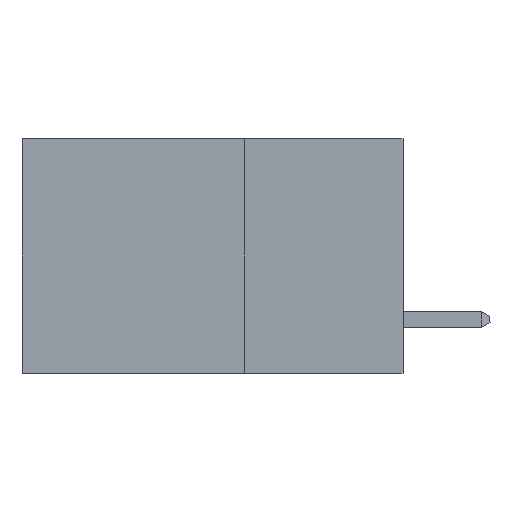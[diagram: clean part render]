
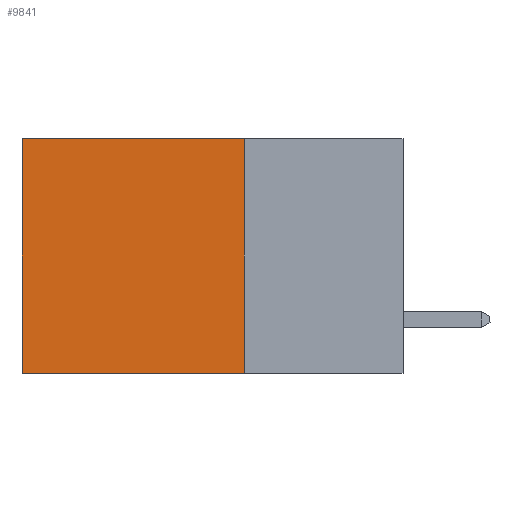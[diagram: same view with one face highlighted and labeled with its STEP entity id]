
A CAD part, left-side view. The second image highlights one B-rep face of the part: STEP entity #9841.
In plain terms, the highlighted planar face has unit normal (-1, 0, 0).
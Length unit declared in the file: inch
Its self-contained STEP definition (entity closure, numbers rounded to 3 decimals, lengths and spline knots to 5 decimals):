
#253 = EDGE_LOOP ( 'NONE', ( #2068, #11832, #15423, #4056 ) ) ;
#591 = VERTEX_POINT ( 'NONE', #1666 ) ;
#860 = EDGE_CURVE ( 'NONE', #2719, #11593, #15046, .T. ) ;
#1141 = CARTESIAN_POINT ( 'NONE',  ( 0.2875, 0.6, 0. ) ) ;
#1569 = CARTESIAN_POINT ( 'NONE',  ( 0.2875, 0.25, 0. ) ) ;
#1666 = CARTESIAN_POINT ( 'NONE',  ( 0.2875, 0.25, -0.37 ) ) ;
#1740 = DIRECTION ( 'NONE',  ( 0., 1., 0. ) ) ;
#2068 = ORIENTED_EDGE ( 'NONE', *, *, #9354, .T. ) ;
#2719 = VERTEX_POINT ( 'NONE', #16380 ) ;
#2793 = VECTOR ( 'NONE', #8704, 39.37008 ) ;
#2864 = AXIS2_PLACEMENT_3D ( 'NONE', #7201, #5914, #15134 ) ;
#2978 = VECTOR ( 'NONE', #1740, 39.37008 ) ;
#3458 = DIRECTION ( 'NONE',  ( 0., 1., 0. ) ) ;
#4056 = ORIENTED_EDGE ( 'NONE', *, *, #860, .T. ) ;
#4549 = PLANE ( 'NONE',  #2864 ) ;
#4986 = FACE_OUTER_BOUND ( 'NONE', #253, .T. ) ;
#5914 = DIRECTION ( 'NONE',  ( 1., 0., 0. ) ) ;
#6434 = LINE ( 'NONE', #15180, #2793 ) ;
#7042 = LINE ( 'NONE', #11198, #2978 ) ;
#7116 = VECTOR ( 'NONE', #8966, 39.37008 ) ;
#7201 = CARTESIAN_POINT ( 'NONE',  ( 0.2875, 0.25, 0. ) ) ;
#7549 = LINE ( 'NONE', #11584, #7116 ) ;
#8704 = DIRECTION ( 'NONE',  ( 0., 0., -1. ) ) ;
#8966 = DIRECTION ( 'NONE',  ( 0., 0., -1. ) ) ;
#9354 = EDGE_CURVE ( 'NONE', #11593, #14559, #7549, .T. ) ;
#9841 = ADVANCED_FACE ( 'NONE', ( #4986 ), #4549, .F. ) ;
#11192 = VECTOR ( 'NONE', #3458, 39.37008 ) ;
#11198 = CARTESIAN_POINT ( 'NONE',  ( 0.2875, 0.25, -0.37 ) ) ;
#11318 = CARTESIAN_POINT ( 'NONE',  ( 0.2875, 0.6, -0.37 ) ) ;
#11584 = CARTESIAN_POINT ( 'NONE',  ( 0.2875, 0.6, 0. ) ) ;
#11593 = VERTEX_POINT ( 'NONE', #1141 ) ;
#11832 = ORIENTED_EDGE ( 'NONE', *, *, #14472, .F. ) ;
#13731 = EDGE_CURVE ( 'NONE', #2719, #591, #6434, .T. ) ;
#14472 = EDGE_CURVE ( 'NONE', #591, #14559, #7042, .T. ) ;
#14559 = VERTEX_POINT ( 'NONE', #11318 ) ;
#15046 = LINE ( 'NONE', #1569, #11192 ) ;
#15134 = DIRECTION ( 'NONE',  ( 0., 0., -1. ) ) ;
#15180 = CARTESIAN_POINT ( 'NONE',  ( 0.2875, 0.25, 0. ) ) ;
#15423 = ORIENTED_EDGE ( 'NONE', *, *, #13731, .F. ) ;
#16380 = CARTESIAN_POINT ( 'NONE',  ( 0.2875, 0.25, 0. ) ) ;
